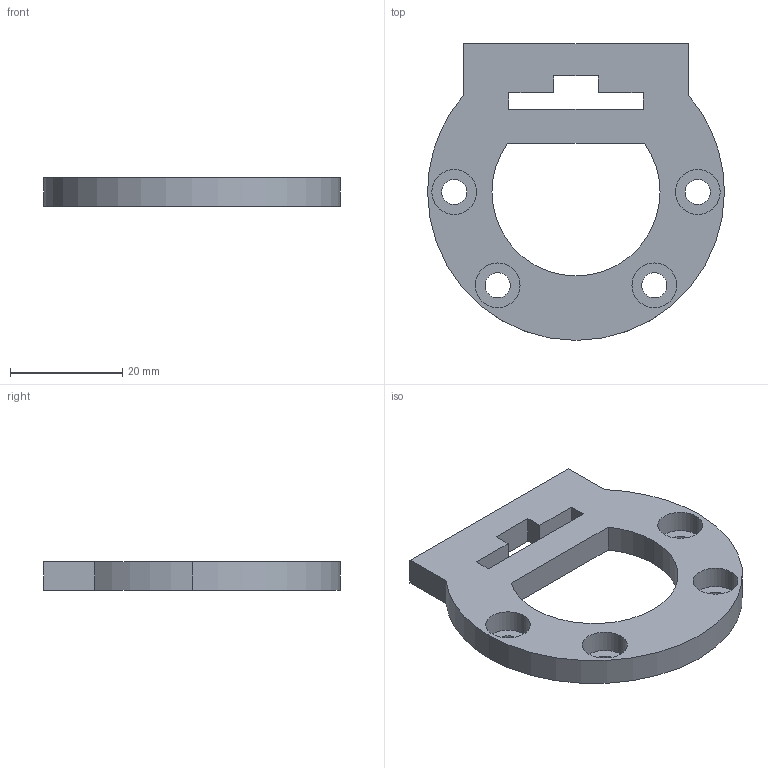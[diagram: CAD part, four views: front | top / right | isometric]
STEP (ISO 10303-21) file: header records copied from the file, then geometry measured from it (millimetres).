
FILE_DESCRIPTION (( 'STEP AP214' ), '1' );
FILE_NAME ('髋部电机盘1（拆分2）.STEP', '2021-01-23T06:26:23', ( '' ), ( '' ), 'SwSTEP 2.0', 'SolidWorks 2018', '' );
FILE_SCHEMA (( 'AUTOMOTIVE_DESIGN' ));
Length unit declared in the file: millimetre
Products named in the file (1): 鷕窒萇儂攫1ㄗ莞煦2ㄘ
Bounding box: 53 x 53 x 5 mm (x, y, z)
Volume: 7246.9 mm3; surface area: 5225 mm2
Topology: 1 solids, 1 shells, 40 faces, 102 edges, 68 vertices
Faces by surface type: cylinder 22, plane 18
Entity records: 1288 total; most frequent: DIRECTION 228, CARTESIAN_POINT 211, ORIENTED_EDGE 204, EDGE_CURVE 102, AXIS2_PLACEMENT_3D 85, VERTEX_POINT 68, VECTOR 58, LINE 58
